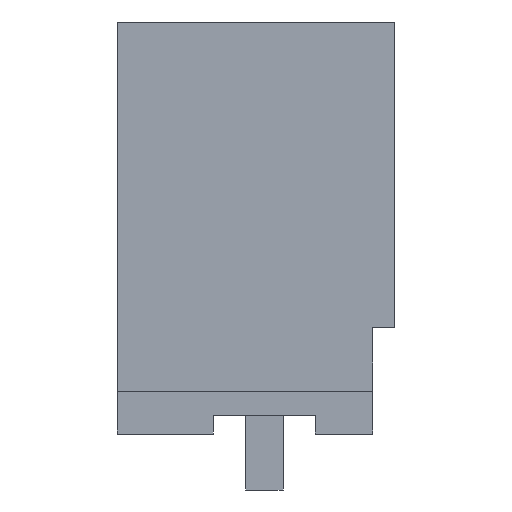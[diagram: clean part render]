
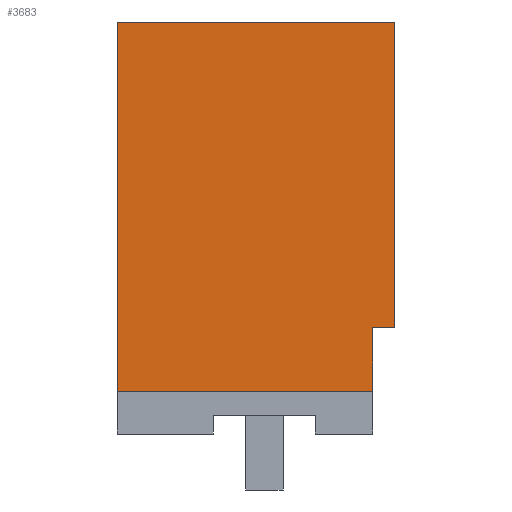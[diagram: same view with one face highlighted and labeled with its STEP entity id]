
A CAD part, left-side view. The second image highlights one B-rep face of the part: STEP entity #3683.
In plain terms, the highlighted planar face has unit normal (-1, 0, 0).
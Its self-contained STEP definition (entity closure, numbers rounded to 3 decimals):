
#3654=AXIS2_PLACEMENT_3D('Plane Axis2P3D',#3651,#3652,#3653) ;
#234=CARTESIAN_POINT('Vertex',(0.,7.45,2.65)) ;
#237=CARTESIAN_POINT('Line Origine',(0.,7.45,7.6)) ;
#241=CARTESIAN_POINT('Vertex',(0.,7.45,12.55)) ;
#2719=CARTESIAN_POINT('Vertex',(0.,0.6,4.35)) ;
#2722=CARTESIAN_POINT('Line Origine',(0.,0.6,3.5)) ;
#2726=CARTESIAN_POINT('Vertex',(0.,0.6,2.65)) ;
#3380=CARTESIAN_POINT('Line Origine',(0.,4.025,2.65)) ;
#3651=CARTESIAN_POINT('Axis2P3D Location',(0.,7.45,12.55)) ;
#3656=CARTESIAN_POINT('Line Origine',(0.,0.,8.45)) ;
#3660=CARTESIAN_POINT('Vertex',(0.,0.,12.55)) ;
#3662=CARTESIAN_POINT('Vertex',(0.,0.,4.35)) ;
#3665=CARTESIAN_POINT('Line Origine',(0.,3.725,12.55)) ;
#3670=CARTESIAN_POINT('Line Origine',(0.,0.3,4.35)) ;
#238=DIRECTION('Vector Direction',(0.,0.,-1.)) ;
#2723=DIRECTION('Vector Direction',(0.,0.,1.)) ;
#3381=DIRECTION('Vector Direction',(0.,-1.,0.)) ;
#3652=DIRECTION('Axis2P3D Direction',(-1.,0.,0.)) ;
#3653=DIRECTION('Axis2P3D XDirection',(0.,0.,1.)) ;
#3657=DIRECTION('Vector Direction',(0.,0.,-1.)) ;
#3666=DIRECTION('Vector Direction',(0.,-1.,0.)) ;
#3671=DIRECTION('Vector Direction',(0.,1.,0.)) ;
#239=VECTOR('Line Direction',#238,1.) ;
#2724=VECTOR('Line Direction',#2723,1.) ;
#3382=VECTOR('Line Direction',#3381,1.) ;
#3658=VECTOR('Line Direction',#3657,1.) ;
#3667=VECTOR('Line Direction',#3666,1.) ;
#3672=VECTOR('Line Direction',#3671,1.) ;
#3676=ORIENTED_EDGE('',*,*,#3664,.F.) ;
#3677=ORIENTED_EDGE('',*,*,#3669,.F.) ;
#3678=ORIENTED_EDGE('',*,*,#243,.T.) ;
#3679=ORIENTED_EDGE('',*,*,#3384,.T.) ;
#3680=ORIENTED_EDGE('',*,*,#2728,.T.) ;
#3681=ORIENTED_EDGE('',*,*,#3674,.F.) ;
#3683=ADVANCED_FACE('HOUSING',(#3682),#3655,.T.) ;
#243=EDGE_CURVE('',#242,#235,#240,.T.) ;
#2728=EDGE_CURVE('',#2727,#2720,#2725,.T.) ;
#3384=EDGE_CURVE('',#235,#2727,#3383,.T.) ;
#3664=EDGE_CURVE('',#3661,#3663,#3659,.T.) ;
#3669=EDGE_CURVE('',#242,#3661,#3668,.T.) ;
#3674=EDGE_CURVE('',#3663,#2720,#3673,.T.) ;
#3675=EDGE_LOOP('',(#3676,#3677,#3678,#3679,#3680,#3681)) ;
#3682=FACE_OUTER_BOUND('',#3675,.T.) ;
#240=LINE('Line',#237,#239) ;
#2725=LINE('Line',#2722,#2724) ;
#3383=LINE('Line',#3380,#3382) ;
#3659=LINE('Line',#3656,#3658) ;
#3668=LINE('Line',#3665,#3667) ;
#3673=LINE('Line',#3670,#3672) ;
#3655=PLANE('',#3654) ;
#235=VERTEX_POINT('',#234) ;
#242=VERTEX_POINT('',#241) ;
#2720=VERTEX_POINT('',#2719) ;
#2727=VERTEX_POINT('',#2726) ;
#3661=VERTEX_POINT('',#3660) ;
#3663=VERTEX_POINT('',#3662) ;
